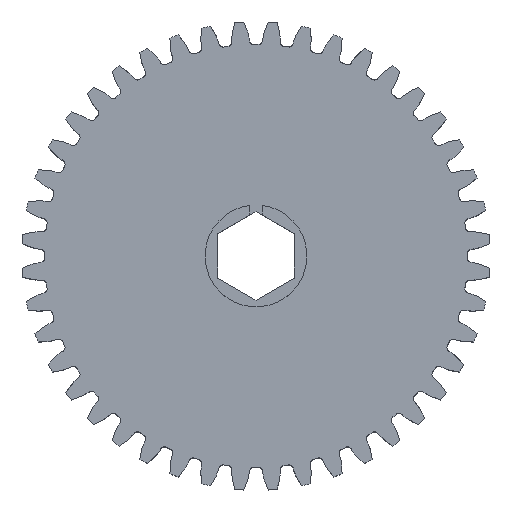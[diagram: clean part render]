
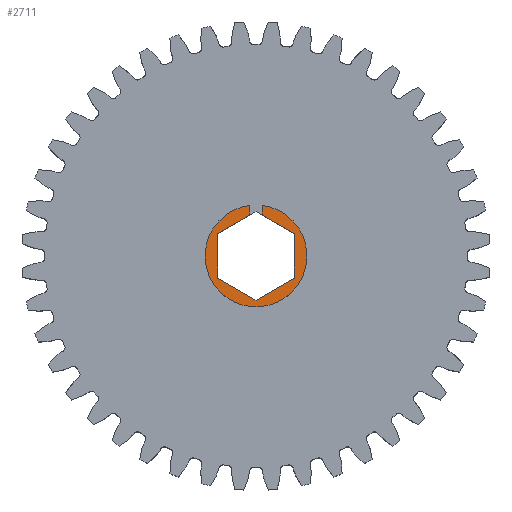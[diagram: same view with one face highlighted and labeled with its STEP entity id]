
A CAD part, top view. The second image highlights one B-rep face of the part: STEP entity #2711.
In plain terms, the highlighted planar face has unit normal (0, 0, 1).
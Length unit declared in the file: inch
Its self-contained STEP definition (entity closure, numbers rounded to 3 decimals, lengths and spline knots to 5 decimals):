
#286 = ORIENTED_EDGE ( 'NONE', *, *, #12024, .F. ) ;
#305 = VERTEX_POINT ( 'NONE', #12567 ) ;
#506 = CARTESIAN_POINT ( 'NONE',  ( -0.1885, -0.10883, 0.249 ) ) ;
#698 = VERTEX_POINT ( 'NONE', #2980 ) ;
#724 = AXIS2_PLACEMENT_3D ( 'NONE', #11164, #13882, #4723 ) ;
#842 = ORIENTED_EDGE ( 'NONE', *, *, #8483, .T. ) ;
#1456 = VECTOR ( 'NONE', #10190, 39.37008 ) ;
#1460 = LINE ( 'NONE', #9018, #9673 ) ;
#1561 = VERTEX_POINT ( 'NONE', #9059 ) ;
#1950 = ORIENTED_EDGE ( 'NONE', *, *, #15260, .F. ) ;
#2271 = CARTESIAN_POINT ( 'NONE',  ( -0.03125, 0.12579, 0.249 ) ) ;
#2297 = CARTESIAN_POINT ( 'NONE',  ( 0., 0.21766, 0.249 ) ) ;
#2433 = CARTESIAN_POINT ( 'NONE',  ( -0.03125, 0.19962, 0.249 ) ) ;
#2446 = DIRECTION ( 'NONE',  ( 0., -1., 0. ) ) ;
#2577 = VECTOR ( 'NONE', #14263, 39.37008 ) ;
#2620 = CARTESIAN_POINT ( 'NONE',  ( 0.1885, 0.10883, 0.249 ) ) ;
#2636 = CARTESIAN_POINT ( 'NONE',  ( 0.03125, 0.19962, 0.249 ) ) ;
#2711 = ADVANCED_FACE ( 'NONE', ( #13801 ), #14049, .T. ) ;
#2780 = CARTESIAN_POINT ( 'NONE',  ( -0.1885, 0.10883, 0.249 ) ) ;
#2882 = LINE ( 'NONE', #2620, #2577 ) ;
#2980 = CARTESIAN_POINT ( 'NONE',  ( 0.03125, 0.24804, 0.249 ) ) ;
#3897 = LINE ( 'NONE', #2271, #10531 ) ;
#4470 = DIRECTION ( 'NONE',  ( 0.866, 0.5, 0. ) ) ;
#4723 = DIRECTION ( 'NONE',  ( 1., 0., 0. ) ) ;
#5005 = DIRECTION ( 'NONE',  ( 0., 0., 1. ) ) ;
#5034 = VERTEX_POINT ( 'NONE', #13772 ) ;
#5514 = LINE ( 'NONE', #16190, #6416 ) ;
#5708 = ORIENTED_EDGE ( 'NONE', *, *, #14934, .F. ) ;
#6053 = EDGE_CURVE ( 'NONE', #1561, #10284, #1460, .T. ) ;
#6233 = EDGE_CURVE ( 'NONE', #8491, #9418, #15301, .T. ) ;
#6273 = EDGE_LOOP ( 'NONE', ( #10309, #842, #12262, #1950, #12901, #5708, #16346, #286, #6793 ) ) ;
#6296 = CARTESIAN_POINT ( 'NONE',  ( 0., 0., 0.249 ) ) ;
#6340 = VERTEX_POINT ( 'NONE', #16586 ) ;
#6402 = CARTESIAN_POINT ( 'NONE',  ( 0.1885, 0.10883, 0.249 ) ) ;
#6416 = VECTOR ( 'NONE', #4470, 39.37008 ) ;
#6793 = ORIENTED_EDGE ( 'NONE', *, *, #6233, .F. ) ;
#7025 = LINE ( 'NONE', #506, #15399 ) ;
#7335 = DIRECTION ( 'NONE',  ( 0., 1., 0. ) ) ;
#7945 = CARTESIAN_POINT ( 'NONE',  ( -0.1885, 0.10883, 0.249 ) ) ;
#8465 = LINE ( 'NONE', #11201, #15668 ) ;
#8483 = EDGE_CURVE ( 'NONE', #6340, #698, #8575, .T. ) ;
#8491 = VERTEX_POINT ( 'NONE', #2433 ) ;
#8575 = CIRCLE ( 'NONE', #13754, 0.25 ) ;
#8872 = VECTOR ( 'NONE', #13160, 39.37008 ) ;
#9018 = CARTESIAN_POINT ( 'NONE',  ( 0.1885, -0.10883, 0.249 ) ) ;
#9059 = CARTESIAN_POINT ( 'NONE',  ( 0.1885, -0.10883, 0.249 ) ) ;
#9361 = DIRECTION ( 'NONE',  ( 0., 1., 0. ) ) ;
#9418 = VERTEX_POINT ( 'NONE', #2780 ) ;
#9673 = VECTOR ( 'NONE', #9361, 39.37008 ) ;
#9770 = DIRECTION ( 'NONE',  ( 0.866, -0.5, 0. ) ) ;
#10120 = EDGE_CURVE ( 'NONE', #14487, #698, #8465, .T. ) ;
#10190 = DIRECTION ( 'NONE',  ( -0.866, -0.5, 0. ) ) ;
#10284 = VERTEX_POINT ( 'NONE', #6402 ) ;
#10309 = ORIENTED_EDGE ( 'NONE', *, *, #13594, .F. ) ;
#10531 = VECTOR ( 'NONE', #2446, 39.37008 ) ;
#11164 = CARTESIAN_POINT ( 'NONE',  ( 0., 0., 0.249 ) ) ;
#11201 = CARTESIAN_POINT ( 'NONE',  ( 0.03125, 0.12579, 0.249 ) ) ;
#11722 = LINE ( 'NONE', #7945, #8872 ) ;
#12024 = EDGE_CURVE ( 'NONE', #9418, #305, #11722, .T. ) ;
#12262 = ORIENTED_EDGE ( 'NONE', *, *, #10120, .F. ) ;
#12434 = EDGE_CURVE ( 'NONE', #305, #5034, #7025, .T. ) ;
#12567 = CARTESIAN_POINT ( 'NONE',  ( -0.1885, -0.10883, 0.249 ) ) ;
#12901 = ORIENTED_EDGE ( 'NONE', *, *, #6053, .F. ) ;
#13160 = DIRECTION ( 'NONE',  ( 0., -1., 0. ) ) ;
#13594 = EDGE_CURVE ( 'NONE', #6340, #8491, #3897, .T. ) ;
#13754 = AXIS2_PLACEMENT_3D ( 'NONE', #6296, #5005, #14163 ) ;
#13772 = CARTESIAN_POINT ( 'NONE',  ( 0., -0.21766, 0.249 ) ) ;
#13801 = FACE_OUTER_BOUND ( 'NONE', #6273, .T. ) ;
#13882 = DIRECTION ( 'NONE',  ( 0., 0., 1. ) ) ;
#14049 = PLANE ( 'NONE',  #724 ) ;
#14163 = DIRECTION ( 'NONE',  ( 1., 0., 0. ) ) ;
#14263 = DIRECTION ( 'NONE',  ( -0.866, 0.5, 0. ) ) ;
#14487 = VERTEX_POINT ( 'NONE', #2636 ) ;
#14934 = EDGE_CURVE ( 'NONE', #5034, #1561, #5514, .T. ) ;
#15260 = EDGE_CURVE ( 'NONE', #10284, #14487, #2882, .T. ) ;
#15301 = LINE ( 'NONE', #2297, #1456 ) ;
#15399 = VECTOR ( 'NONE', #9770, 39.37008 ) ;
#15668 = VECTOR ( 'NONE', #7335, 39.37008 ) ;
#16190 = CARTESIAN_POINT ( 'NONE',  ( 0., -0.21766, 0.249 ) ) ;
#16346 = ORIENTED_EDGE ( 'NONE', *, *, #12434, .F. ) ;
#16586 = CARTESIAN_POINT ( 'NONE',  ( -0.03125, 0.24804, 0.249 ) ) ;
